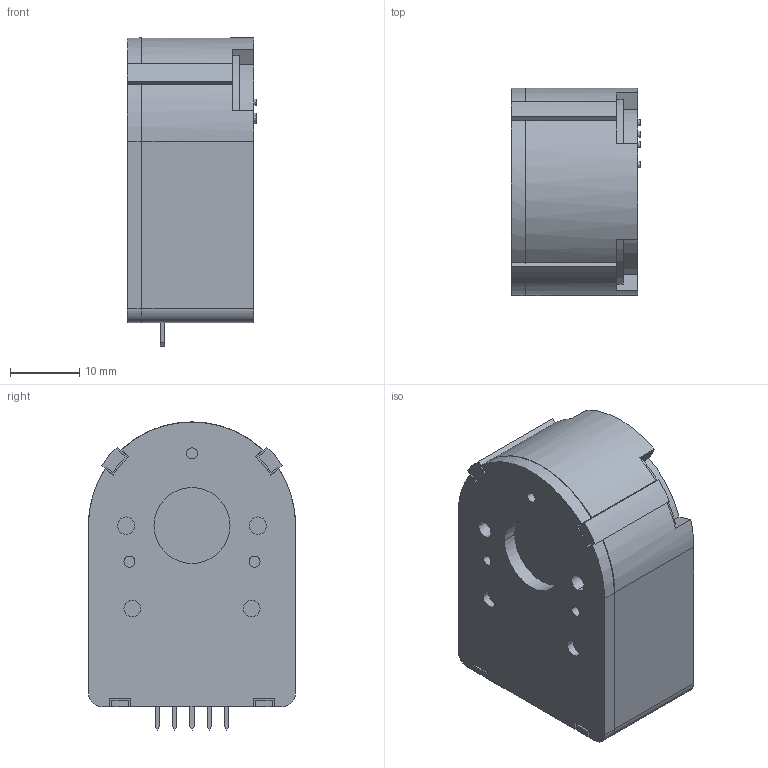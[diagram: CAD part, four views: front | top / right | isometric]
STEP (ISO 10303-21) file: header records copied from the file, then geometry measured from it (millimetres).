
FILE_DESCRIPTION (( 'STEP AP203' ), '1' );
FILE_NAME ('Encoder.STEP', '2018-04-13T15:03:37', ( '' ), ( '' ), 'SwSTEP 2.0', 'SolidWorks 2018', '' );
FILE_SCHEMA (( 'CONFIG_CONTROL_DESIGN' ));
Length unit declared in the file: millimetre
Products named in the file (1): Encoder
Bounding box: 18.7 x 30 x 44.6 mm (x, y, z)
Surface area: 6137.1 mm2 (no closed solid volume)
Topology: 0 solids, 2 shells, 217 faces, 585 edges, 378 vertices
Faces by surface type: plane 150, cylinder 61, cone 6
Entity records: 6831 total; most frequent: CARTESIAN_POINT 1184, ORIENTED_EDGE 1154, DIRECTION 1153, EDGE_CURVE 585, LINE 451, VECTOR 451, VERTEX_POINT 378, AXIS2_PLACEMENT_3D 351
